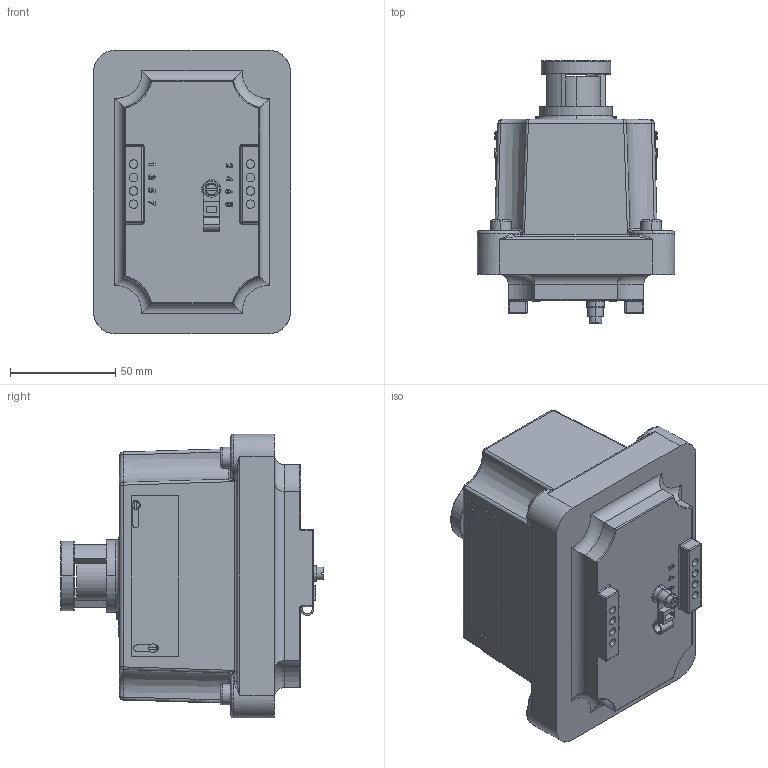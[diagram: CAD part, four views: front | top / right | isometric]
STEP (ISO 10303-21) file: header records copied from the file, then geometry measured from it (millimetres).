
FILE_DESCRIPTION (( 'STEP AP214' ), '1' );
FILE_NAME ('FXCS-0B24ALD.step', '2016-03-09T20:29:13', ( '' ), ( '' ), 'SwSTEP 2.0', 'SolidWorks 2015', '' );
FILE_SCHEMA (( 'AUTOMOTIVE_DESIGN' ));
Length unit declared in the file: inch
Products named in the file (1): FXCS-0B24ALD
Bounding box: 93.73 x 124.84 x 134.87 mm (x, y, z)
Volume: 800337.1 mm3; surface area: 63302.2 mm2
Topology: 2 solids, 2 shells, 680 faces, 1725 edges, 1029 vertices
Faces by surface type: plane 282, cylinder 147, bspline 139, torus 74, sphere 32, cone 6
Entity records: 29633 total; most frequent: CARTESIAN_POINT 9522, ORIENTED_EDGE 3354, DIRECTION 2925, EDGE_CURVE 1677, AXIS2_PLACEMENT_3D 1080, VERTEX_POINT 1029, VECTOR 765, LINE 765
